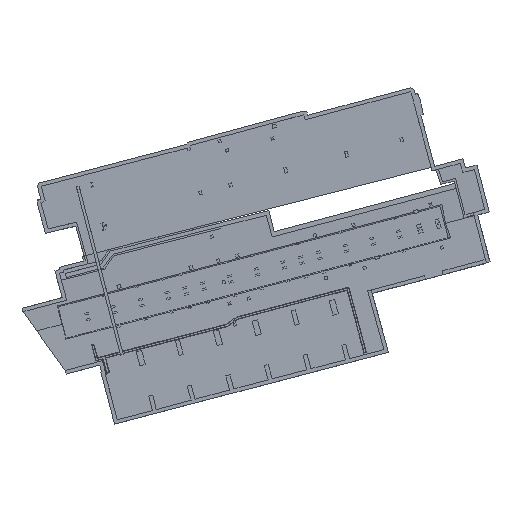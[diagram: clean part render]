
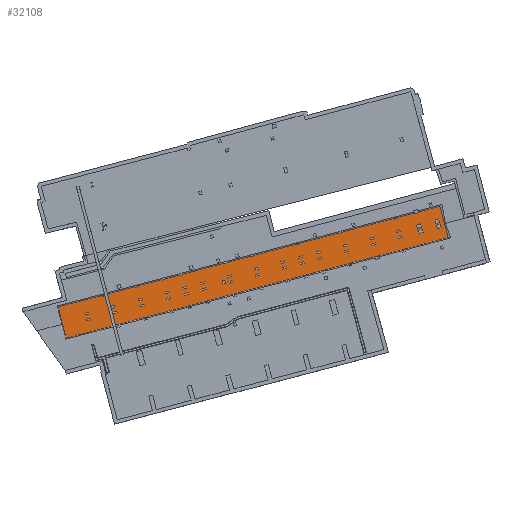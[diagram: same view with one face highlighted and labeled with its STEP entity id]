
A CAD part, top view. The second image highlights one B-rep face of the part: STEP entity #32108.
In plain terms, the highlighted planar face has unit normal (0, 0, 1).
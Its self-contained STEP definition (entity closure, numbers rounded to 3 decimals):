
#32028=CARTESIAN_POINT('',(-6138.582,12725.589,226.001));
#32029=VERTEX_POINT('',#32028);
#32036=CARTESIAN_POINT('',(35305.296,23635.027,226.001));
#32037=VERTEX_POINT('',#32036);
#32038=CARTESIAN_POINT('',(-6138.582,12725.589,226.001));
#32039=DIRECTION('',(0.967,0.255,0.));
#32040=VECTOR('',#32039,42855.698);
#32041=LINE('',#32038,#32040);
#32042=EDGE_CURVE('',#32029,#32037,#32041,.T.);
#32060=CARTESIAN_POINT('',(36197.984,20243.795,226.001));
#32061=VERTEX_POINT('',#32060);
#32062=CARTESIAN_POINT('',(35305.296,23635.027,226.001));
#32063=DIRECTION('',(0.255,-0.967,0.));
#32064=VECTOR('',#32063,3506.757);
#32065=LINE('',#32062,#32064);
#32066=EDGE_CURVE('',#32037,#32061,#32065,.T.);
#32085=CARTESIAN_POINT('',(15029.701,16484.692,226.001));
#32086=DIRECTION('',(0.0,0.0,1.0));
#32087=DIRECTION('',(-0.707,-0.707,0.0));
#32088=AXIS2_PLACEMENT_3D('',#32085,#32086,#32087);
#32089=PLANE('',#32088);
#32090=CARTESIAN_POINT('',(-5245.895,9334.357,226.001));
#32091=VERTEX_POINT('',#32090);
#32092=CARTESIAN_POINT('',(36197.984,20243.795,226.001));
#32093=DIRECTION('',(-0.967,-0.255,0.));
#32094=VECTOR('',#32093,42855.698);
#32095=LINE('',#32092,#32094);
#32096=EDGE_CURVE('',#32061,#32091,#32095,.T.);
#32097=ORIENTED_EDGE('',*,*,#32096,.F.);
#32098=ORIENTED_EDGE('',*,*,#32066,.F.);
#32099=ORIENTED_EDGE('',*,*,#32042,.F.);
#32100=CARTESIAN_POINT('',(-5245.895,9334.357,226.001));
#32101=DIRECTION('',(-0.255,0.967,0.));
#32102=VECTOR('',#32101,3506.757);
#32103=LINE('',#32100,#32102);
#32104=EDGE_CURVE('',#32091,#32029,#32103,.T.);
#32105=ORIENTED_EDGE('',*,*,#32104,.F.);
#32106=EDGE_LOOP('',(#32097,#32098,#32099,#32105));
#32107=FACE_OUTER_BOUND('',#32106,.T.);
#32108=ADVANCED_FACE('',(#32107),#32089,.T.);
